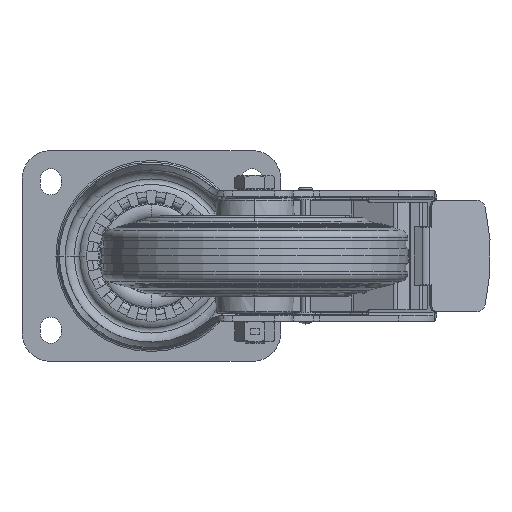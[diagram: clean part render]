
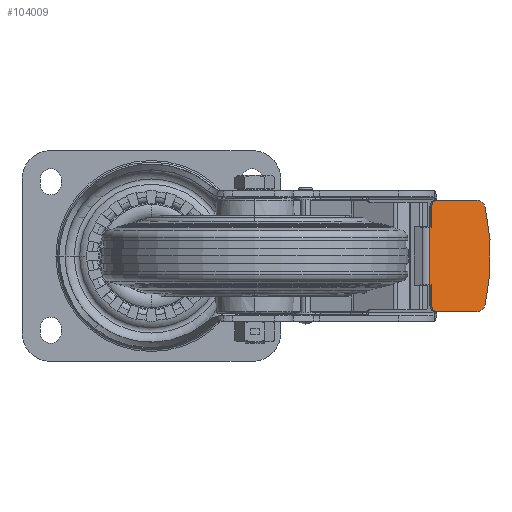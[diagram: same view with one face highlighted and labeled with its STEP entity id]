
A CAD part, front view. The second image highlights one B-rep face of the part: STEP entity #104009.
In plain terms, the highlighted planar face has unit normal (0.365, -0.931, 0).
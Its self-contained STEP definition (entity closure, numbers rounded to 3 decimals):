
#1363 = CARTESIAN_POINT ( 'NONE',  ( 145.24, -43.061, 15. ) ) ;
#2027 = CARTESIAN_POINT ( 'NONE',  ( 176.014, -30.988, 16.942 ) ) ;
#3169 = DIRECTION ( 'NONE',  ( -0.365, 0.931, 0. ) ) ;
#5983 = EDGE_CURVE ( 'NONE', #16828, #55213, #20465, .T. ) ;
#7151 = VERTEX_POINT ( 'NONE', #82793 ) ;
#8452 = ORIENTED_EDGE ( 'NONE', *, *, #58763, .T. ) ;
#9240 = ORIENTED_EDGE ( 'NONE', *, *, #107701, .F. ) ;
#9695 = EDGE_CURVE ( 'NONE', #7151, #55213, #27088, .T. ) ;
#10102 = DIRECTION ( 'NONE',  ( -0.931, -0.365, 0. ) ) ;
#12202 = DIRECTION ( 'NONE',  ( -0.931, -0.365, 0. ) ) ;
#12392 = CARTESIAN_POINT ( 'NONE',  ( 146.234, -42.671, 26. ) ) ;
#12903 = DIRECTION ( 'NONE',  ( 0., 0., 1. ) ) ;
#13504 = ORIENTED_EDGE ( 'NONE', *, *, #44901, .F. ) ;
#14602 = PLANE ( 'NONE',  #36097 ) ;
#15967 = ORIENTED_EDGE ( 'NONE', *, *, #68446, .F. ) ;
#16675 = EDGE_CURVE ( 'NONE', #52303, #92074, #22326, .T. ) ;
#16828 = VERTEX_POINT ( 'NONE', #61546 ) ;
#19223 = LINE ( 'NONE', #69940, #92138 ) ;
#19435 = CIRCLE ( 'NONE', #69809, 5. ) ;
#19482 = AXIS2_PLACEMENT_3D ( 'NONE', #70112, #3169, #90240 ) ;
#20396 = VERTEX_POINT ( 'NONE', #32640 ) ;
#20465 = LINE ( 'NONE', #107160, #82618 ) ;
#20936 = DIRECTION ( 'NONE',  ( 0., 0., 1. ) ) ;
#21281 = LINE ( 'NONE', #55646, #31843 ) ;
#22326 = CIRCLE ( 'NONE', #94236, 3. ) ;
#23445 = LINE ( 'NONE', #107943, #63522 ) ;
#24440 = VERTEX_POINT ( 'NONE', #63249 ) ;
#25802 = EDGE_CURVE ( 'NONE', #61547, #26595, #23445, .T. ) ;
#26098 = ORIENTED_EDGE ( 'NONE', *, *, #42689, .F. ) ;
#26595 = VERTEX_POINT ( 'NONE', #65651 ) ;
#26699 = CARTESIAN_POINT ( 'NONE',  ( 174.161, -31.715, -25.175 ) ) ;
#26974 = ORIENTED_EDGE ( 'NONE', *, *, #77621, .T. ) ;
#27088 = CIRCLE ( 'NONE', #19482, 5. ) ;
#27257 = CARTESIAN_POINT ( 'NONE',  ( 176.954, -30.62, 8.471 ) ) ;
#27899 = CARTESIAN_POINT ( 'NONE',  ( 149.026, -41.576, 26. ) ) ;
#27971 = CIRCLE ( 'NONE', #60310, 3. ) ;
#31228 = CARTESIAN_POINT ( 'NONE',  ( 146.234, -42.671, -15. ) ) ;
#31843 = VECTOR ( 'NONE', #12903, 1000. ) ;
#32640 = CARTESIAN_POINT ( 'NONE',  ( 146.234, -42.671, -26. ) ) ;
#33632 = ORIENTED_EDGE ( 'NONE', *, *, #9695, .F. ) ;
#35964 = ORIENTED_EDGE ( 'NONE', *, *, #5983, .T. ) ;
#36097 = AXIS2_PLACEMENT_3D ( 'NONE', #48931, #56271, #74853 ) ;
#36763 = DIRECTION ( 'NONE',  ( 0.931, 0.365, 0. ) ) ;
#37244 = CARTESIAN_POINT ( 'NONE',  ( 169.637, -33.49, 24. ) ) ;
#37533 = EDGE_CURVE ( 'NONE', #16828, #20396, #99659, .T. ) ;
#39445 = CARTESIAN_POINT ( 'NONE',  ( 174.161, -31.715, 25.175 ) ) ;
#40317 = AXIS2_PLACEMENT_3D ( 'NONE', #51835, #95696, #69364 ) ;
#42109 = ORIENTED_EDGE ( 'NONE', *, *, #16675, .F. ) ;
#42176 = ORIENTED_EDGE ( 'NONE', *, *, #101352, .F. ) ;
#42689 = EDGE_CURVE ( 'NONE', #104156, #97475, #19223, .T. ) ;
#43289 = LINE ( 'NONE', #77625, #99831 ) ;
#44901 = EDGE_CURVE ( 'NONE', #24440, #52303, #21281, .T. ) ;
#48931 = CARTESIAN_POINT ( 'NONE',  ( 176.954, -30.62, 29. ) ) ;
#50009 = B_SPLINE_CURVE_WITH_KNOTS ( 'NONE', 3,
 ( #85839, #2027, #27257, #77407, #105518, #26699 ),
 .UNSPECIFIED., .F., .F.,
 ( 4, 2, 4 ),
 ( 0., 0.5, 1. ),
 .UNSPECIFIED. ) ;
#50328 = DIRECTION ( 'NONE',  ( 0., 0., -1. ) ) ;
#50573 = VECTOR ( 'NONE', #50328, 1000. ) ;
#50889 = CARTESIAN_POINT ( 'NONE',  ( 145.24, -43.061, 15. ) ) ;
#51835 = CARTESIAN_POINT ( 'NONE',  ( 149.026, -41.576, -26. ) ) ;
#52303 = VERTEX_POINT ( 'NONE', #12392 ) ;
#53118 = CARTESIAN_POINT ( 'NONE',  ( 169.637, -33.49, 29. ) ) ;
#54723 = DIRECTION ( 'NONE',  ( -0.365, 0.931, 0. ) ) ;
#55213 = VERTEX_POINT ( 'NONE', #80951 ) ;
#55646 = CARTESIAN_POINT ( 'NONE',  ( 146.234, -42.671, 15. ) ) ;
#56271 = DIRECTION ( 'NONE',  ( -0.365, 0.931, 0. ) ) ;
#58763 = EDGE_CURVE ( 'NONE', #24440, #76206, #43289, .T. ) ;
#59533 = CARTESIAN_POINT ( 'NONE',  ( 149.026, -41.576, 29. ) ) ;
#60310 = AXIS2_PLACEMENT_3D ( 'NONE', #27899, #62316, #12202 ) ;
#61546 = CARTESIAN_POINT ( 'NONE',  ( 149.026, -41.576, -29. ) ) ;
#61547 = VERTEX_POINT ( 'NONE', #94350 ) ;
#62316 = DIRECTION ( 'NONE',  ( -0.365, 0.931, 0. ) ) ;
#63249 = CARTESIAN_POINT ( 'NONE',  ( 146.234, -42.671, 15. ) ) ;
#63522 = VECTOR ( 'NONE', #65199, 1000. ) ;
#64743 = FACE_OUTER_BOUND ( 'NONE', #92394, .T. ) ;
#65199 = DIRECTION ( 'NONE',  ( -0.931, -0.365, 0. ) ) ;
#65651 = CARTESIAN_POINT ( 'NONE',  ( 145.24, -43.061, -15. ) ) ;
#67860 = LINE ( 'NONE', #50889, #50573 ) ;
#68446 = EDGE_CURVE ( 'NONE', #98149, #7151, #50009, .T. ) ;
#69364 = DIRECTION ( 'NONE',  ( 0., 0., -1. ) ) ;
#69809 = AXIS2_PLACEMENT_3D ( 'NONE', #37244, #54723, #20936 ) ;
#69940 = CARTESIAN_POINT ( 'NONE',  ( 159.332, -37.533, 29. ) ) ;
#70112 = CARTESIAN_POINT ( 'NONE',  ( 169.637, -33.49, -24. ) ) ;
#72415 = LINE ( 'NONE', #31228, #86404 ) ;
#74853 = DIRECTION ( 'NONE',  ( 0., 0., 1. ) ) ;
#76206 = VERTEX_POINT ( 'NONE', #1363 ) ;
#77407 = CARTESIAN_POINT ( 'NONE',  ( 176.954, -30.62, -8.471 ) ) ;
#77621 = EDGE_CURVE ( 'NONE', #76206, #26595, #67860, .T. ) ;
#77625 = CARTESIAN_POINT ( 'NONE',  ( 146.234, -42.671, 15. ) ) ;
#80951 = CARTESIAN_POINT ( 'NONE',  ( 169.637, -33.49, -29. ) ) ;
#81402 = DIRECTION ( 'NONE',  ( 0., 0., -1. ) ) ;
#82618 = VECTOR ( 'NONE', #36763, 1000. ) ;
#82793 = CARTESIAN_POINT ( 'NONE',  ( 174.161, -31.715, -25.175 ) ) ;
#83257 = ORIENTED_EDGE ( 'NONE', *, *, #103573, .T. ) ;
#85839 = CARTESIAN_POINT ( 'NONE',  ( 174.161, -31.715, 25.175 ) ) ;
#86404 = VECTOR ( 'NONE', #81402, 1000. ) ;
#90240 = DIRECTION ( 'NONE',  ( 0.905, 0.355, -0.235 ) ) ;
#90444 = ORIENTED_EDGE ( 'NONE', *, *, #25802, .F. ) ;
#92074 = VERTEX_POINT ( 'NONE', #104733 ) ;
#92138 = VECTOR ( 'NONE', #96830, 1000. ) ;
#92394 = EDGE_LOOP ( 'NONE', ( #90444, #83257, #104952, #35964, #33632, #15967, #42176, #26098, #9240, #42109, #13504, #8452, #26974 ) ) ;
#93563 = CARTESIAN_POINT ( 'NONE',  ( 149.026, -41.576, 26. ) ) ;
#94236 = AXIS2_PLACEMENT_3D ( 'NONE', #93563, #109924, #109373 ) ;
#94350 = CARTESIAN_POINT ( 'NONE',  ( 146.234, -42.671, -15. ) ) ;
#95696 = DIRECTION ( 'NONE',  ( -0.365, 0.931, 0. ) ) ;
#96830 = DIRECTION ( 'NONE',  ( 0.931, 0.365, 0. ) ) ;
#97475 = VERTEX_POINT ( 'NONE', #53118 ) ;
#98149 = VERTEX_POINT ( 'NONE', #39445 ) ;
#99659 = CIRCLE ( 'NONE', #40317, 3. ) ;
#99831 = VECTOR ( 'NONE', #10102, 1000. ) ;
#101352 = EDGE_CURVE ( 'NONE', #97475, #98149, #19435, .T. ) ;
#103573 = EDGE_CURVE ( 'NONE', #61547, #20396, #72415, .T. ) ;
#104009 = ADVANCED_FACE ( 'NONE', ( #64743 ), #14602, .F. ) ;
#104156 = VERTEX_POINT ( 'NONE', #59533 ) ;
#104733 = CARTESIAN_POINT ( 'NONE',  ( 149.026, -41.576, 29. ) ) ;
#104952 = ORIENTED_EDGE ( 'NONE', *, *, #37533, .F. ) ;
#105518 = CARTESIAN_POINT ( 'NONE',  ( 176.014, -30.988, -16.942 ) ) ;
#107160 = CARTESIAN_POINT ( 'NONE',  ( 176.954, -30.62, -29. ) ) ;
#107701 = EDGE_CURVE ( 'NONE', #92074, #104156, #27971, .T. ) ;
#107943 = CARTESIAN_POINT ( 'NONE',  ( 146.234, -42.671, -15. ) ) ;
#109373 = DIRECTION ( 'NONE',  ( -0.931, -0.365, 0. ) ) ;
#109924 = DIRECTION ( 'NONE',  ( -0.365, 0.931, 0. ) ) ;
